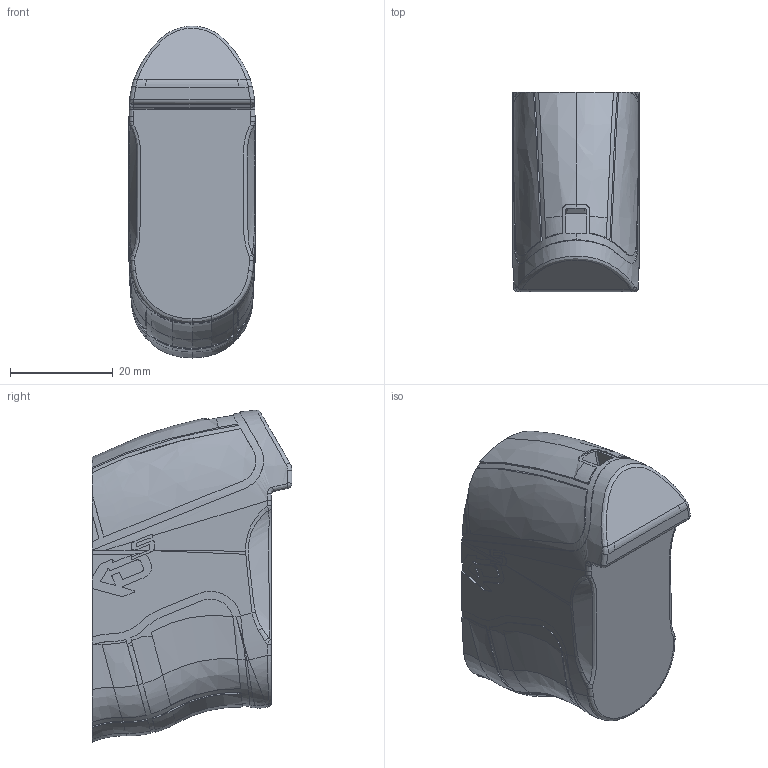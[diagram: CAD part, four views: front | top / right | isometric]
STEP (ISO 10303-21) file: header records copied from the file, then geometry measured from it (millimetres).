
FILE_DESCRIPTION (( 'STEP AP214' ), '1' );
FILE_NAME ('HalterA_ASP.STEP', '2018-10-26T05:55:49', ( '' ), ( '' ), 'SwSTEP 2.0', 'SolidWorks 2019', '' );
FILE_SCHEMA (( 'AUTOMOTIVE_DESIGN' ));
Length unit declared in the file: millimetre
Products named in the file (1): HalterA_ASP
Bounding box: 24.61 x 39.01 x 64.77 mm (x, y, z)
Volume: 26006.1 mm3; surface area: 11294 mm2
Topology: 1 solids, 1 shells, 336 faces, 970 edges, 636 vertices
Faces by surface type: bspline 150, plane 121, cylinder 61, cone 4
Entity records: 28501 total; most frequent: CARTESIAN_POINT 20804, ORIENTED_EDGE 1936, DIRECTION 1115, EDGE_CURVE 968, VERTEX_POINT 636, AXIS2_PLACEMENT_3D 386, B_SPLINE_CURVE_WITH_KNOTS 376, LINE 343
